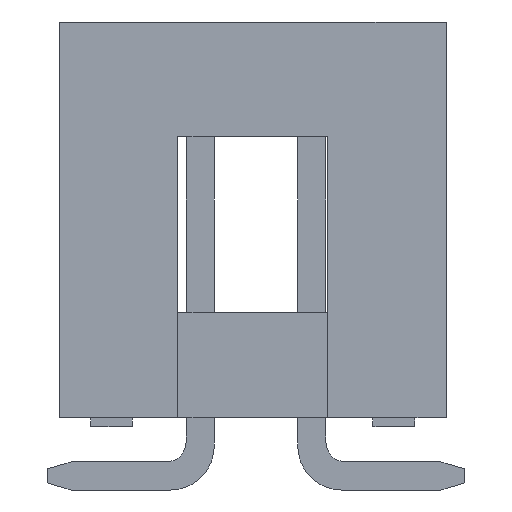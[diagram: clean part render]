
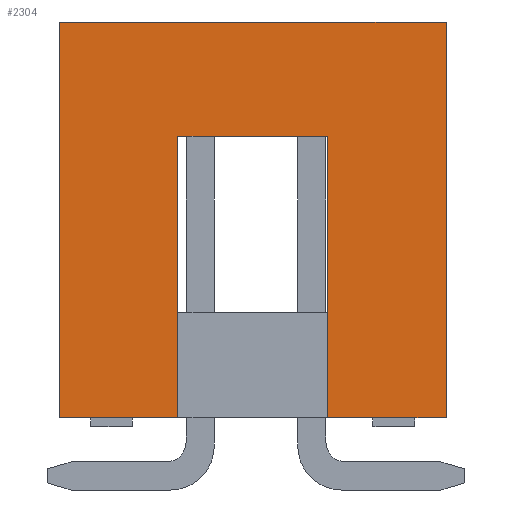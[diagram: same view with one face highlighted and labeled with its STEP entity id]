
A CAD part, left-side view. The second image highlights one B-rep face of the part: STEP entity #2304.
In plain terms, the highlighted planar face has unit normal (-1, 0, 0).
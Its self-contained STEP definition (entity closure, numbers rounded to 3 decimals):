
#2304=ADVANCED_FACE('',(#4688),#4689,.F.);
#4688=FACE_OUTER_BOUND('',#7065,.T.);
#4689=PLANE('',#7066);
#7065=EDGE_LOOP('',(#14163,#14164,#14165,#14166,#14167,#14168,#14169,#14170));
#7066=AXIS2_PLACEMENT_3D('',#14171,#14172,#14173);
#14163=ORIENTED_EDGE('',*,*,#16943,.T.);
#14164=ORIENTED_EDGE('',*,*,#14428,.F.);
#14165=ORIENTED_EDGE('',*,*,#16985,.F.);
#14166=ORIENTED_EDGE('',*,*,#16982,.F.);
#14167=ORIENTED_EDGE('',*,*,#16988,.T.);
#14168=ORIENTED_EDGE('',*,*,#14432,.F.);
#14169=ORIENTED_EDGE('',*,*,#16954,.T.);
#14170=ORIENTED_EDGE('',*,*,#16950,.T.);
#14171=CARTESIAN_POINT('',(-29.21,0.0,4.5));
#14172=DIRECTION('',(1.0,0.0,0.0));
#14173=DIRECTION('',(0.0,0.0,-1.0));
#14428=EDGE_CURVE('',#17390,#17392,#17393,.T.);
#14432=EDGE_CURVE('',#17398,#17400,#17401,.T.);
#16943=EDGE_CURVE('',#21081,#17392,#21082,.T.);
#16950=EDGE_CURVE('',#21090,#21081,#21091,.T.);
#16954=EDGE_CURVE('',#17398,#21090,#21096,.T.);
#16982=EDGE_CURVE('',#21133,#21135,#21136,.T.);
#16985=EDGE_CURVE('',#21135,#17390,#21139,.T.);
#16988=EDGE_CURVE('',#21133,#17400,#21142,.T.);
#17390=VERTEX_POINT('',#21732);
#17392=VERTEX_POINT('',#21735);
#17393=LINE('',#21736,#21737);
#17398=VERTEX_POINT('',#21744);
#17400=VERTEX_POINT('',#21747);
#17401=LINE('',#21748,#21749);
#21081=VERTEX_POINT('',#27077);
#21082=LINE('',#27078,#27079);
#21090=VERTEX_POINT('',#27091);
#21091=LINE('',#27092,#27093);
#21096=LINE('',#27100,#27101);
#21133=VERTEX_POINT('',#27156);
#21135=VERTEX_POINT('',#27159);
#21136=LINE('',#27160,#27161);
#21139=LINE('',#27165,#27166);
#21142=LINE('',#27170,#27171);
#21732=CARTESIAN_POINT('',(-29.21,-4.4,0.0));
#21735=CARTESIAN_POINT('',(-29.21,-1.7,0.0));
#21736=CARTESIAN_POINT('',(-29.21,0.0,0.0));
#21737=VECTOR('',#27389,1.0);
#21744=CARTESIAN_POINT('',(-29.21,1.7,0.0));
#21747=CARTESIAN_POINT('',(-29.21,4.4,0.0));
#21748=CARTESIAN_POINT('',(-29.21,0.0,0.0));
#21749=VECTOR('',#27393,1.0);
#27077=CARTESIAN_POINT('',(-29.21,-1.7,6.4));
#27078=CARTESIAN_POINT('',(-29.21,-1.7,3.825));
#27079=VECTOR('',#29498,1.0);
#27091=CARTESIAN_POINT('',(-29.21,1.7,6.4));
#27092=CARTESIAN_POINT('',(-29.21,0.0,6.4));
#27093=VECTOR('',#29503,1.0);
#27100=CARTESIAN_POINT('',(-29.21,1.7,3.825));
#27101=VECTOR('',#29506,1.0);
#27156=CARTESIAN_POINT('',(-29.21,4.4,9.0));
#27159=CARTESIAN_POINT('',(-29.21,-4.4,9.0));
#27160=CARTESIAN_POINT('',(-29.21,0.0,9.0));
#27161=VECTOR('',#29526,1.0);
#27165=CARTESIAN_POINT('',(-29.21,-4.4,4.5));
#27166=VECTOR('',#29528,1.0);
#27170=CARTESIAN_POINT('',(-29.21,4.4,4.5));
#27171=VECTOR('',#29530,1.0);
#27389=DIRECTION('',(0.0,1.0,0.0));
#27393=DIRECTION('',(0.0,1.0,0.0));
#29498=DIRECTION('',(0.0,0.0,-1.0));
#29503=DIRECTION('',(0.0,-1.0,0.0));
#29506=DIRECTION('',(-0.0,0.0,1.0));
#29526=DIRECTION('',(0.0,-1.0,0.0));
#29528=DIRECTION('',(0.0,0.0,-1.0));
#29530=DIRECTION('',(0.0,0.0,-1.0));
